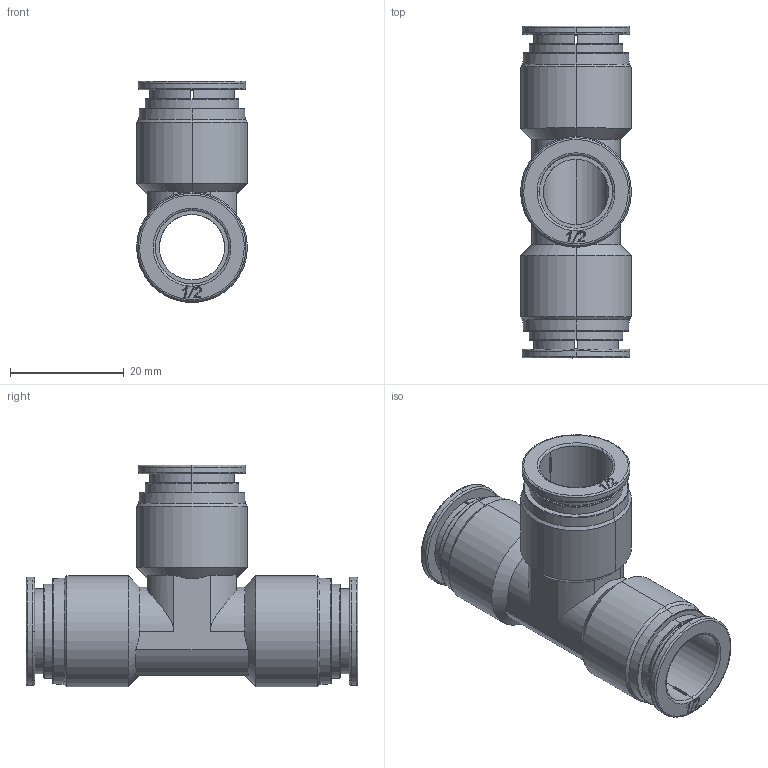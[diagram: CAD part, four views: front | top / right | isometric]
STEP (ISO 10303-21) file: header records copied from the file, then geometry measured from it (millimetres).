
FILE_DESCRIPTION (( 'STEP AP214' ), '1' );
FILE_NAME ('UT12-SS.step', '2018-03-13T19:32:51', ( '' ), ( '' ), 'SwSTEP 2.0', 'SolidWorks 2017', '' );
FILE_SCHEMA (( 'AUTOMOTIVE_DESIGN' ));
Length unit declared in the file: inch
Products named in the file (1): UT12-SS
Bounding box: 19.5 x 58.4 x 38.95 mm (x, y, z)
Volume: 10190.3 mm3; surface area: 9242 mm2
Topology: 1 solids, 1 shells, 240 faces, 640 edges, 413 vertices
Faces by surface type: plane 89, bspline 72, cylinder 49, cone 30
Entity records: 8720 total; most frequent: CARTESIAN_POINT 3155, ORIENTED_EDGE 1280, DIRECTION 973, EDGE_CURVE 640, VERTEX_POINT 413, AXIS2_PLACEMENT_3D 360, EDGE_LOOP 267, VECTOR 253
